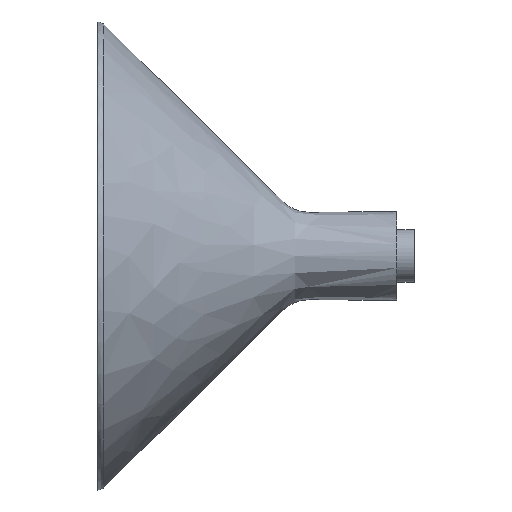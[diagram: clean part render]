
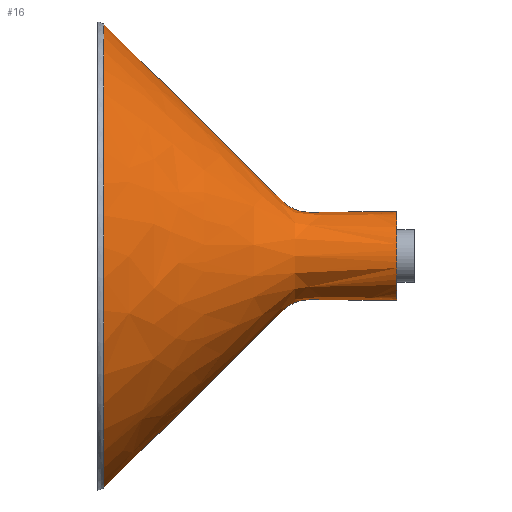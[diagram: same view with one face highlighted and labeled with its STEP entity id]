
A CAD part, front view. The second image highlights one B-rep face of the part: STEP entity #16.
In plain terms, the highlighted free-form (B-spline) face has degree [2, 2] with [5, 7] control points.
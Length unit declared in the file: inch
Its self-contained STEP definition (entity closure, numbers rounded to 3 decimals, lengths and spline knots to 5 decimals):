
#16=ADVANCED_FACE('',(#32),#211,.T.);
#32=FACE_OUTER_BOUND('',#48,.T.);
#48=EDGE_LOOP('',(#70,#71,#72,#73));
#70=ORIENTED_EDGE('',*,*,#147,.T.);
#71=ORIENTED_EDGE('',*,*,#136,.F.);
#72=ORIENTED_EDGE('',*,*,#134,.F.);
#73=ORIENTED_EDGE('',*,*,#135,.T.);
#134=EDGE_CURVE('',#197,#196,#166,.T.);
#135=EDGE_CURVE('',#197,#200,#167,.T.);
#136=EDGE_CURVE('',#196,#201,#168,.T.);
#147=EDGE_CURVE('',#200,#201,#179,.T.);
#166=(
BOUNDED_CURVE()
B_SPLINE_CURVE(2,(#653,#654,#655,#656,#657,#658,#659),.UNSPECIFIED.,.F.,
 .F.)
B_SPLINE_CURVE_WITH_KNOTS((3,2,2,3),(0.15614,0.99904,
1.197,1.78099),.UNSPECIFIED.)
CURVE()
GEOMETRIC_REPRESENTATION_ITEM()
RATIONAL_B_SPLINE_CURVE((1.,1.,1.,0.923,1.,1.,1.))
REPRESENTATION_ITEM('')
);
#167=(
BOUNDED_CURVE()
B_SPLINE_CURVE(2,(#660,#661,#662,#663,#664),.UNSPECIFIED.,.F.,.F.)
B_SPLINE_CURVE_WITH_KNOTS((3,2,3),(0.,2.46274,4.92548),
 .UNSPECIFIED.)
CURVE()
GEOMETRIC_REPRESENTATION_ITEM()
RATIONAL_B_SPLINE_CURVE((1.,0.707,1.,0.707,1.))
REPRESENTATION_ITEM('')
);
#168=(
BOUNDED_CURVE()
B_SPLINE_CURVE(2,(#665,#666,#667,#668,#669),.UNSPECIFIED.,.F.,.F.)
B_SPLINE_CURVE_WITH_KNOTS((3,2,3),(0.,2.46274,4.92548),
 .UNSPECIFIED.)
CURVE()
GEOMETRIC_REPRESENTATION_ITEM()
RATIONAL_B_SPLINE_CURVE((1.,0.707,1.,0.707,1.))
REPRESENTATION_ITEM('')
);
#179=(
BOUNDED_CURVE()
B_SPLINE_CURVE(2,(#716,#717,#718,#719,#720,#721,#722),.UNSPECIFIED.,.F.,
 .F.)
B_SPLINE_CURVE_WITH_KNOTS((3,2,2,3),(0.15614,0.99904,
1.197,1.78099),.UNSPECIFIED.)
CURVE()
GEOMETRIC_REPRESENTATION_ITEM()
RATIONAL_B_SPLINE_CURVE((1.,1.,1.,0.923,1.,1.,1.))
REPRESENTATION_ITEM('')
);
#196=VERTEX_POINT('',#605);
#197=VERTEX_POINT('',#606);
#200=VERTEX_POINT('',#609);
#201=VERTEX_POINT('',#610);
#211=(
BOUNDED_SURFACE()
B_SPLINE_SURFACE(2,2,((#355,#356,#357,#358,#359,#360,#361),(#362,#363,#364,
#365,#366,#367,#368),(#369,#370,#371,#372,#373,#374,#375),(#376,#377,#378,
#379,#380,#381,#382),(#383,#384,#385,#386,#387,#388,#389)),
 .UNSPECIFIED.,.F.,.F.,.F.)
B_SPLINE_SURFACE_WITH_KNOTS((3,2,3),(3,2,2,3),(0.,2.46274,4.92548),
(0.15614,0.99904,1.197,1.78099),
 .UNSPECIFIED.)
GEOMETRIC_REPRESENTATION_ITEM()
RATIONAL_B_SPLINE_SURFACE(((1.,1.,1.,0.923,1.,1.,1.),(0.707,
0.707,0.707,0.652,0.707,
0.707,0.707),(1.,1.,1.,0.923,1.,1.,1.),
(0.707,0.707,0.707,0.652,
0.707,0.707,0.707),(1.,1.,1.,0.923,
1.,1.,1.)))
REPRESENTATION_ITEM('')
SURFACE()
);
#355=CARTESIAN_POINT('',(5.95947,9.,1.55103));
#356=CARTESIAN_POINT('',(6.55882,9.,0.95836));
#357=CARTESIAN_POINT('',(7.15818,9.,0.36568));
#358=CARTESIAN_POINT('',(7.23248,9.,0.29221));
#359=CARTESIAN_POINT('',(7.33697,9.,0.29347));
#360=CARTESIAN_POINT('',(7.62894,9.,0.29496));
#361=CARTESIAN_POINT('',(7.92092,9.,0.29645));
#362=CARTESIAN_POINT('',(5.95947,7.44897,1.55103));
#363=CARTESIAN_POINT('',(6.55882,8.04164,0.95836));
#364=CARTESIAN_POINT('',(7.15818,8.63432,0.36568));
#365=CARTESIAN_POINT('',(7.23248,8.70779,0.29221));
#366=CARTESIAN_POINT('',(7.33697,8.70653,0.29347));
#367=CARTESIAN_POINT('',(7.62894,8.70504,0.29496));
#368=CARTESIAN_POINT('',(7.92092,8.70355,0.29645));
#369=CARTESIAN_POINT('',(5.95947,7.44897,0.));
#370=CARTESIAN_POINT('',(6.55882,8.04164,0.));
#371=CARTESIAN_POINT('',(7.15818,8.63432,0.));
#372=CARTESIAN_POINT('',(7.23248,8.70779,0.));
#373=CARTESIAN_POINT('',(7.33697,8.70653,0.));
#374=CARTESIAN_POINT('',(7.62894,8.70504,0.));
#375=CARTESIAN_POINT('',(7.92092,8.70355,0.));
#376=CARTESIAN_POINT('',(5.95947,7.44897,-1.55103));
#377=CARTESIAN_POINT('',(6.55882,8.04164,-0.95836));
#378=CARTESIAN_POINT('',(7.15818,8.63432,-0.36568));
#379=CARTESIAN_POINT('',(7.23248,8.70779,-0.29221));
#380=CARTESIAN_POINT('',(7.33697,8.70653,-0.29347));
#381=CARTESIAN_POINT('',(7.62894,8.70504,-0.29496));
#382=CARTESIAN_POINT('',(7.92092,8.70355,-0.29645));
#383=CARTESIAN_POINT('',(5.95947,9.,-1.55103));
#384=CARTESIAN_POINT('',(6.55882,9.,-0.95836));
#385=CARTESIAN_POINT('',(7.15818,9.,-0.36568));
#386=CARTESIAN_POINT('',(7.23248,9.,-0.29221));
#387=CARTESIAN_POINT('',(7.33697,9.,-0.29347));
#388=CARTESIAN_POINT('',(7.62894,9.,-0.29496));
#389=CARTESIAN_POINT('',(7.92092,9.,-0.29645));
#605=CARTESIAN_POINT('',(7.92092,9.,0.29645));
#606=CARTESIAN_POINT('',(5.95947,9.,1.55103));
#609=CARTESIAN_POINT('',(5.95947,9.,-1.55103));
#610=CARTESIAN_POINT('',(7.92092,9.,-0.29645));
#653=CARTESIAN_POINT('',(5.95947,9.,1.55103));
#654=CARTESIAN_POINT('',(6.55882,9.,0.95836));
#655=CARTESIAN_POINT('',(7.15818,9.,0.36568));
#656=CARTESIAN_POINT('',(7.23248,9.,0.29221));
#657=CARTESIAN_POINT('',(7.33697,9.,0.29347));
#658=CARTESIAN_POINT('',(7.62894,9.,0.29496));
#659=CARTESIAN_POINT('',(7.92092,9.,0.29645));
#660=CARTESIAN_POINT('',(5.95947,9.,1.55103));
#661=CARTESIAN_POINT('',(5.95947,7.44897,1.55103));
#662=CARTESIAN_POINT('',(5.95947,7.44897,0.));
#663=CARTESIAN_POINT('',(5.95947,7.44897,-1.55103));
#664=CARTESIAN_POINT('',(5.95947,9.,-1.55103));
#665=CARTESIAN_POINT('',(7.92092,9.,0.29645));
#666=CARTESIAN_POINT('',(7.92092,8.70355,0.29645));
#667=CARTESIAN_POINT('',(7.92092,8.70355,0.));
#668=CARTESIAN_POINT('',(7.92092,8.70355,-0.29645));
#669=CARTESIAN_POINT('',(7.92092,9.,-0.29645));
#716=CARTESIAN_POINT('',(5.95947,9.,-1.55103));
#717=CARTESIAN_POINT('',(6.55882,9.,-0.95836));
#718=CARTESIAN_POINT('',(7.15818,9.,-0.36568));
#719=CARTESIAN_POINT('',(7.23248,9.,-0.29221));
#720=CARTESIAN_POINT('',(7.33697,9.,-0.29347));
#721=CARTESIAN_POINT('',(7.62894,9.,-0.29496));
#722=CARTESIAN_POINT('',(7.92092,9.,-0.29645));
